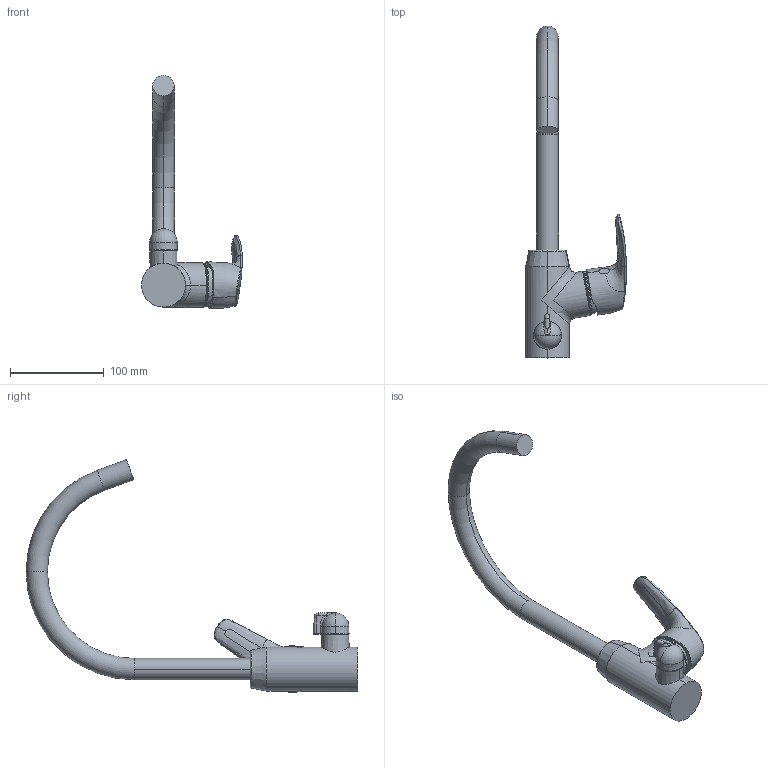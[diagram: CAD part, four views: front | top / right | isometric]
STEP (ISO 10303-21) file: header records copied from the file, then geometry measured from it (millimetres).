
FILE_DESCRIPTION (( 'STEP AP203' ), '1' );
FILE_NAME ('1029F(2020)+45142283(2020).STEP', '2020-02-11T11:27:37', ( '' ), ( '' ), 'SwSTEP 2.0', 'SolidWorks 2016', '' );
FILE_SCHEMA (( 'CONFIG_CONTROL_DESIGN' ));
Length unit declared in the file: millimetre
Products named in the file (1): 1029F(2020)+45142283(2020)
Bounding box: 108.02 x 354.8 x 248.9 mm (x, y, z)
Volume: 527555.8 mm3; surface area: 69347.1 mm2
Topology: 1 solids, 1 shells, 117 faces, 283 edges, 171 vertices
Faces by surface type: bspline 53, cylinder 23, torus 18, plane 11, cone 10, sphere 2
Entity records: 17916 total; most frequent: CARTESIAN_POINT 15549, ORIENTED_EDGE 560, DIRECTION 356, EDGE_CURVE 280, VERTEX_POINT 171, AXIS2_PLACEMENT_3D 163, B_SPLINE_CURVE_WITH_KNOTS 145, EDGE_LOOP 123
